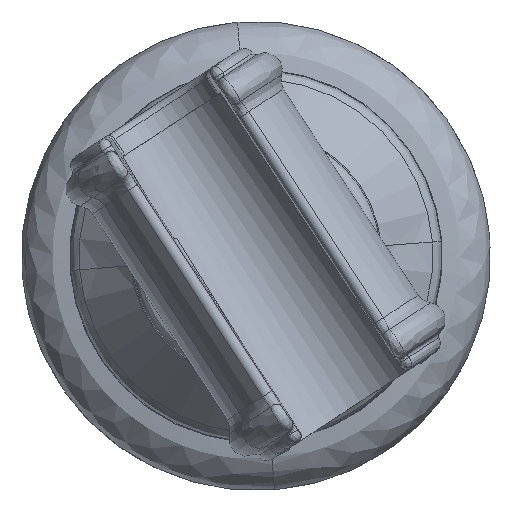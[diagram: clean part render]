
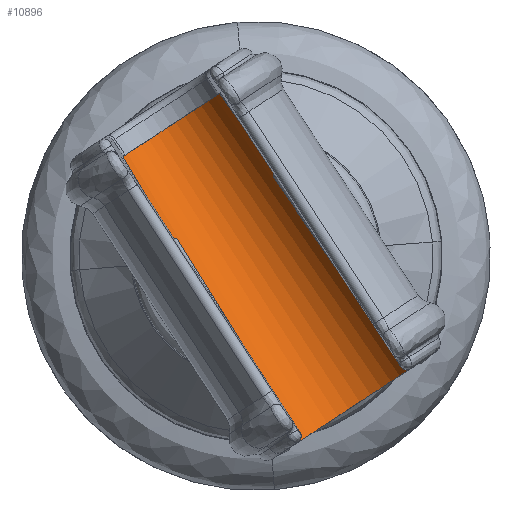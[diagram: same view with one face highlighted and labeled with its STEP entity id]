
A CAD part, top view. The second image highlights one B-rep face of the part: STEP entity #10896.
In plain terms, the highlighted free-form (B-spline) face has degree [2, 1] with [3, 2] control points.
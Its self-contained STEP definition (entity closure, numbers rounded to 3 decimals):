
#6726=CARTESIAN_POINT(' ',(10.237,0.,-5.592));
#6727=VERTEX_POINT(' ',#6726);
#6741=CARTESIAN_POINT(' ',(0.,0.,0.));
#6746=DIRECTION(' ',(0.,1.,0.));
#6751=DIRECTION(' ',(0.878,0.,-0.479));
#6756=AXIS2_PLACEMENT_3D(' ',#6741,#6746,#6751);
#6761=CIRCLE('',#6756,11.665);
#6766=CARTESIAN_POINT(' ',(-10.237,0.,-5.592));
#6767=VERTEX_POINT(' ',#6766);
#6771=EDGE_CURVE(' ',#6727,#6767,#6761,.T.);
#9651=CARTESIAN_POINT(' ',(8.379,48.5,-4.577));
#9652=VERTEX_POINT(' ',#9651);
#9666=CARTESIAN_POINT(' ',(8.379,48.5,-4.577));
#9671=DIRECTION(' ',(0.038,-0.999,-0.021));
#9676=VECTOR(' ',#9671,1.);
#9681=LINE('',#9666,#9676);
#9686=EDGE_CURVE(' ',#9652,#6727,#9681,.T.);
#10771=CARTESIAN_POINT(' ',(-10.237,0.,-5.592));
#10776=CARTESIAN_POINT(' ',(-8.379,48.5,-4.577));
#10781=CARTESIAN_POINT(' ',(0.,0.,-24.331));
#10786=CARTESIAN_POINT(' ',(0.,48.5,-19.914));
#10791=CARTESIAN_POINT(' ',(10.237,0.,-5.592));
#10796=CARTESIAN_POINT(' ',(8.379,48.5,-4.577));
#10801=(BOUNDED_SURFACE()B_SPLINE_SURFACE(2,1,((#10771,#10776),(#10781,#10786),(#10791,#10796)),.UNSPECIFIED.,.F.,.F.,.U.)B_SPLINE_SURFACE_WITH_KNOTS((3,3),(2,2),(0.,38.829),(0.,48.598),.UNSPECIFIED.)GEOMETRIC_REPRESENTATION_ITEM()RATIONAL_B_SPLINE_SURFACE(((1.,1.),(0.479,0.479),(1.,1.)))REPRESENTATION_ITEM(' ')SURFACE());
#10806=ORIENTED_EDGE(' ',*,*,#6771,.F.);
#10811=ORIENTED_EDGE(' ',*,*,#9686,.F.);
#10816=CARTESIAN_POINT(' ',(0.,48.5,0.));
#10821=DIRECTION(' ',(0.,1.,0.));
#10826=DIRECTION(' ',(0.878,0.,-0.479));
#10831=AXIS2_PLACEMENT_3D(' ',#10816,#10821,#10826);
#10836=CIRCLE('',#10831,9.548);
#10841=CARTESIAN_POINT(' ',(-8.379,48.5,-4.577));
#10842=VERTEX_POINT(' ',#10841);
#10846=EDGE_CURVE(' ',#9652,#10842,#10836,.T.);
#10851=ORIENTED_EDGE(' ',*,*,#10846,.T.);
#10856=CARTESIAN_POINT(' ',(-8.379,48.5,-4.577));
#10861=DIRECTION(' ',(-0.038,-0.999,-0.021));
#10866=VECTOR(' ',#10861,1.);
#10871=LINE('',#10856,#10866);
#10876=EDGE_CURVE(' ',#10842,#6767,#10871,.T.);
#10881=ORIENTED_EDGE(' ',*,*,#10876,.T.);
#10886=EDGE_LOOP(' ',(#10806,#10811,#10851,#10881));
#10891=FACE_OUTER_BOUND(' ',#10886,.T.);
#10896=ADVANCED_FACE('',(#10891),#10801,.T.);
